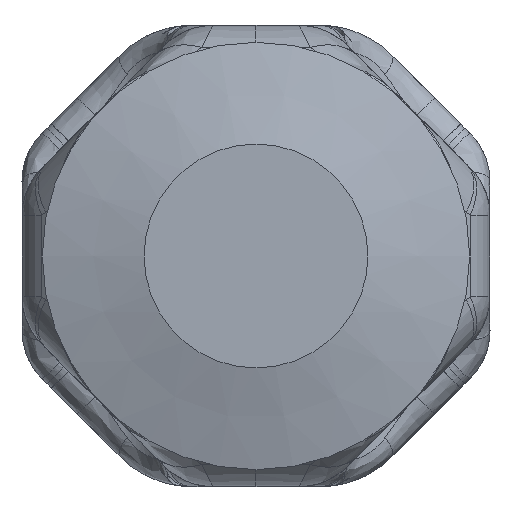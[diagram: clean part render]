
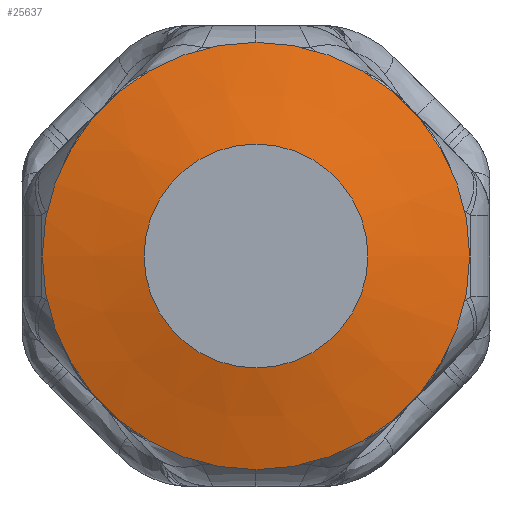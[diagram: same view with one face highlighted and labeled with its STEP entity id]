
A CAD part, front view. The second image highlights one B-rep face of the part: STEP entity #25637.
In plain terms, the highlighted conical face has half-angle 75 degrees and reference radius 24 mm.
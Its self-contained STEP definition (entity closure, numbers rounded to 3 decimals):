
#4895=CONICAL_SURFACE('',#27416,24.,75.);
#5553=FACE_BOUND('',#7614,.T.);
#5969=FACE_OUTER_BOUND('',#7613,.T.);
#7613=EDGE_LOOP('',(#17353));
#7614=EDGE_LOOP('',(#17354));
#9649=CIRCLE('',#27417,31.5);
#9650=CIRCLE('',#27418,16.5);
#10999=VERTEX_POINT('',#38234);
#11000=VERTEX_POINT('',#38236);
#13471=EDGE_CURVE('',#10999,#10999,#9649,.T.);
#13472=EDGE_CURVE('',#11000,#11000,#9650,.T.);
#17353=ORIENTED_EDGE('',*,*,#13471,.T.);
#17354=ORIENTED_EDGE('',*,*,#13472,.T.);
#25637=ADVANCED_FACE('',(#5969,#5553),#4895,.T.);
#27416=AXIS2_PLACEMENT_3D('',#38233,#30474,#30475);
#27417=AXIS2_PLACEMENT_3D('',#38235,#30476,#30477);
#27418=AXIS2_PLACEMENT_3D('',#38237,#30478,#30479);
#30474=DIRECTION('center_axis',(0.,1.,0.));
#30475=DIRECTION('ref_axis',(1.,0.,0.));
#30476=DIRECTION('center_axis',(0.,-1.,0.));
#30477=DIRECTION('ref_axis',(1.,0.,0.));
#30478=DIRECTION('center_axis',(0.,1.,0.));
#30479=DIRECTION('ref_axis',(1.,0.,0.));
#38233=CARTESIAN_POINT('Origin',(0.,2.01,0.));
#38234=CARTESIAN_POINT('',(-31.5,4.019,0.));
#38235=CARTESIAN_POINT('Origin',(0.,4.019,0.));
#38236=CARTESIAN_POINT('',(-16.5,0.,0.));
#38237=CARTESIAN_POINT('Origin',(0.,0.,0.));
